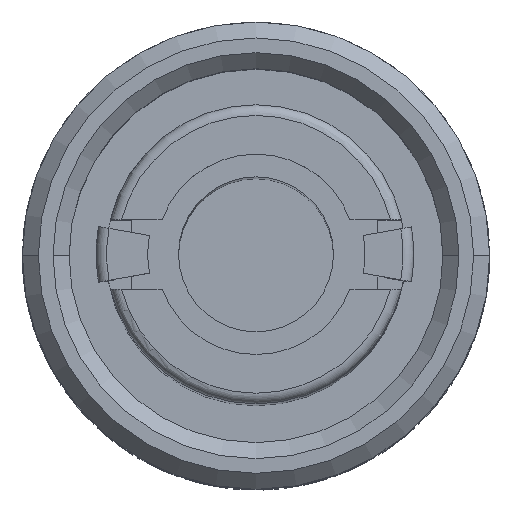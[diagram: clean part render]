
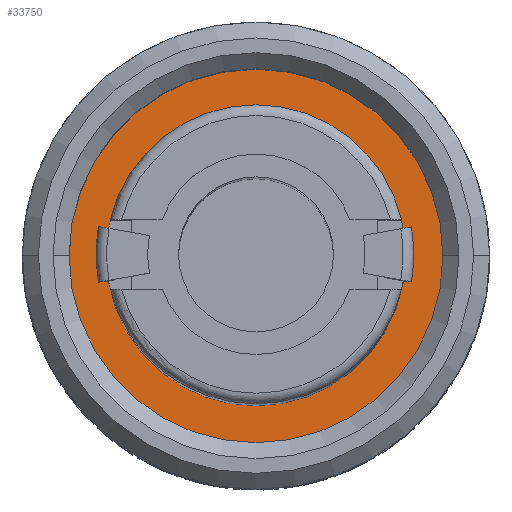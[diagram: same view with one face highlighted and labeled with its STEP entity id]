
A CAD part, top view. The second image highlights one B-rep face of the part: STEP entity #33750.
In plain terms, the highlighted planar face has unit normal (0, 0, 1).
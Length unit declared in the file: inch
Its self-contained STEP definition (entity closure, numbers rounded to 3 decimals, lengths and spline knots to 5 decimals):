
#686 = CARTESIAN_POINT ( 'NONE',  ( 0., 0., 0.26141 ) ) ;
#688 = DIRECTION ( 'NONE',  ( 0., 0., 1. ) ) ;
#689 = DIRECTION ( 'NONE',  ( 1., 0., 0. ) ) ;
#3250 = AXIS2_PLACEMENT_3D ( 'NONE', #6899, #6904, #6905 ) ;
#4342 = CARTESIAN_POINT ( 'NONE',  ( 0.35, 0., 0.26141 ) ) ;
#6899 = CARTESIAN_POINT ( 'NONE',  ( -0.35, 0., 0.26141 ) ) ;
#6902 = PLANE ( 'NONE',  #3250 ) ;
#6904 = DIRECTION ( 'NONE',  ( 0., 0., 1. ) ) ;
#6905 = DIRECTION ( 'NONE',  ( 1., 0., 0. ) ) ;
#8398 = AXIS2_PLACEMENT_3D ( 'NONE', #37392, #37393, #37394 ) ;
#8434 = AXIS2_PLACEMENT_3D ( 'NONE', #55831, #55832, #55833 ) ;
#13769 = CARTESIAN_POINT ( 'NONE',  ( 0., 0., 0.26141 ) ) ;
#13770 = DIRECTION ( 'NONE',  ( 0., 0., -1. ) ) ;
#13771 = DIRECTION ( 'NONE',  ( -1., 0., 0. ) ) ;
#19047 = CARTESIAN_POINT ( 'NONE',  ( -0.35, 0., 0.26141 ) ) ;
#21283 = VERTEX_POINT ( 'NONE', #19047 ) ;
#25932 = VERTEX_POINT ( 'NONE', #4342 ) ;
#31563 = CIRCLE ( 'NONE', #8398, 0.28 ) ;
#31624 = CIRCLE ( 'NONE', #8434, 0.35 ) ;
#31732 = CIRCLE ( 'NONE', #35968, 0.28 ) ;
#32339 = CIRCLE ( 'NONE', #36203, 0.35 ) ;
#33750 = ADVANCED_FACE ( 'NONE', ( #48555, #48561 ), #6902, .T. ) ;
#35968 = AXIS2_PLACEMENT_3D ( 'NONE', #686, #688, #689 ) ;
#36203 = AXIS2_PLACEMENT_3D ( 'NONE', #13769, #13770, #13771 ) ;
#37392 = CARTESIAN_POINT ( 'NONE',  ( 0., 0., 0.26141 ) ) ;
#37393 = DIRECTION ( 'NONE',  ( 0., 0., 1. ) ) ;
#37394 = DIRECTION ( 'NONE',  ( 1., 0., 0. ) ) ;
#37754 = ORIENTED_EDGE ( 'NONE', *, *, #54397, .F. ) ;
#37756 = ORIENTED_EDGE ( 'NONE', *, *, #47735, .F. ) ;
#37758 = ORIENTED_EDGE ( 'NONE', *, *, #47695, .F. ) ;
#37760 = ORIENTED_EDGE ( 'NONE', *, *, #47880, .F. ) ;
#44646 = EDGE_LOOP ( 'NONE', ( #37758, #37760 ) ) ;
#44649 = EDGE_LOOP ( 'NONE', ( #37754, #37756 ) ) ;
#45050 = VERTEX_POINT ( 'NONE', #49573 ) ;
#45056 = VERTEX_POINT ( 'NONE', #49576 ) ;
#47695 = EDGE_CURVE ( 'NONE', #45050, #45056, #31563, .T. ) ;
#47735 = EDGE_CURVE ( 'NONE', #25932, #21283, #31624, .T. ) ;
#47880 = EDGE_CURVE ( 'NONE', #45056, #45050, #31732, .T. ) ;
#48555 = FACE_OUTER_BOUND ( 'NONE', #44649, .T. ) ;
#48561 = FACE_BOUND ( 'NONE', #44646, .T. ) ;
#49573 = CARTESIAN_POINT ( 'NONE',  ( -0.28, 0., 0.26141 ) ) ;
#49576 = CARTESIAN_POINT ( 'NONE',  ( 0.28, 0., 0.26141 ) ) ;
#54397 = EDGE_CURVE ( 'NONE', #21283, #25932, #32339, .T. ) ;
#55831 = CARTESIAN_POINT ( 'NONE',  ( 0., 0., 0.26141 ) ) ;
#55832 = DIRECTION ( 'NONE',  ( 0., 0., -1. ) ) ;
#55833 = DIRECTION ( 'NONE',  ( -1., 0., 0. ) ) ;
